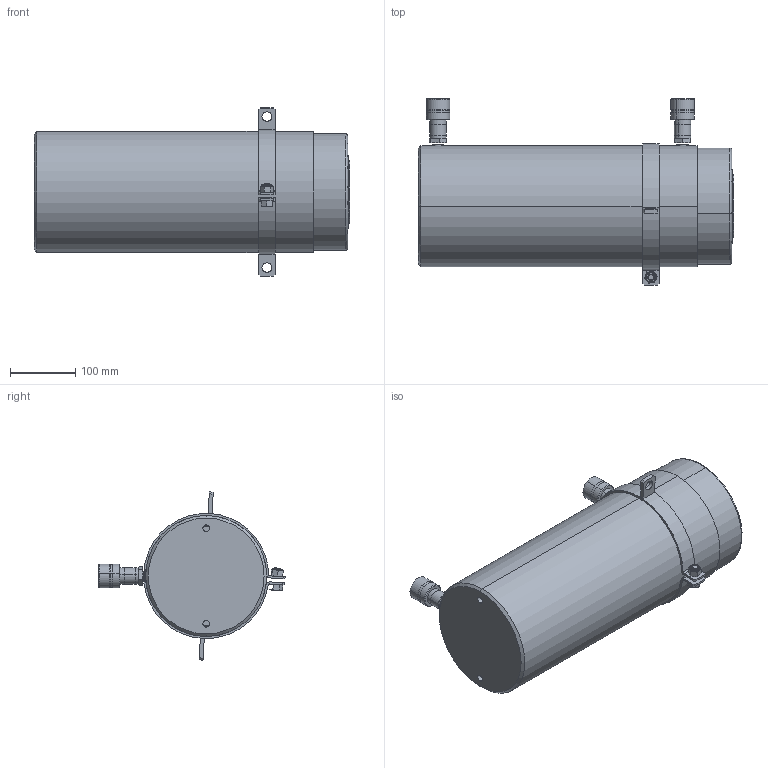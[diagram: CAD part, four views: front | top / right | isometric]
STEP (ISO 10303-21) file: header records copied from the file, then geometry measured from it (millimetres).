
FILE_DESCRIPTION (( 'STEP AP214' ), '1' );
FILE_NAME ('HDA10013.STEP', '2016-03-08T08:57:45', ( '' ), ( '' ), 'SwSTEP 2.0', 'SolidWorks 2016', '' );
FILE_SCHEMA (( 'AUTOMOTIVE_DESIGN' ));
Length unit declared in the file: millimetre
Products named in the file (1): HDA10013
Bounding box: 482 x 284.62 x 257.19 mm (x, y, z)
Surface area: 540215.9 mm2 (no closed solid volume)
Topology: 0 solids, 21 shells, 258 faces, 634 edges, 409 vertices
Faces by surface type: plane 81, cylinder 81, cone 74, torus 22
Entity records: 11020 total; most frequent: CARTESIAN_POINT 1992, DIRECTION 1397, ORIENTED_EDGE 1143, EDGE_CURVE 634, AXIS2_PLACEMENT_3D 587, VERTEX_POINT 409, CIRCLE 328, EDGE_LOOP 300
